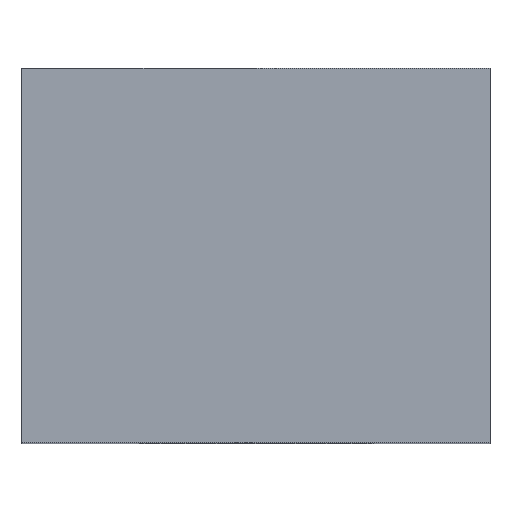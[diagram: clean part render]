
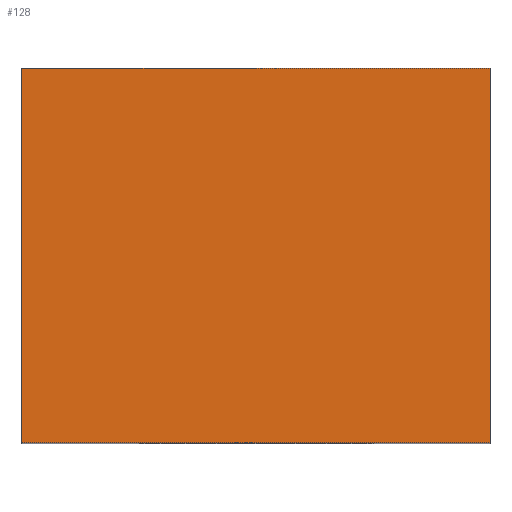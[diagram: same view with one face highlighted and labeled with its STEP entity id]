
A CAD part, top view. The second image highlights one B-rep face of the part: STEP entity #128.
In plain terms, the highlighted planar face has unit normal (0, 0, 1).
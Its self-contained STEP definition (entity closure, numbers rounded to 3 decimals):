
#1 = VERTEX_POINT ( 'NONE', #239 ) ;
#10 = CARTESIAN_POINT ( 'NONE',  ( -10., 8., 11. ) ) ;
#14 = CARTESIAN_POINT ( 'NONE',  ( -10., -8., 11. ) ) ;
#33 = CARTESIAN_POINT ( 'NONE',  ( -10., 8., 11. ) ) ;
#44 = LINE ( 'NONE', #63, #93 ) ;
#51 = VECTOR ( 'NONE', #55, 1000. ) ;
#54 = VECTOR ( 'NONE', #236, 1000. ) ;
#55 = DIRECTION ( 'NONE',  ( 1., 0., 0. ) ) ;
#63 = CARTESIAN_POINT ( 'NONE',  ( 10., 8., 11. ) ) ;
#65 = ORIENTED_EDGE ( 'NONE', *, *, #206, .T. ) ;
#69 = VERTEX_POINT ( 'NONE', #148 ) ;
#76 = CARTESIAN_POINT ( 'NONE',  ( -10., -8., 11. ) ) ;
#93 = VECTOR ( 'NONE', #146, 1000. ) ;
#96 = LINE ( 'NONE', #10, #51 ) ;
#102 = EDGE_CURVE ( 'NONE', #264, #69, #96, .T. ) ;
#110 = ORIENTED_EDGE ( 'NONE', *, *, #102, .F. ) ;
#116 = CARTESIAN_POINT ( 'NONE',  ( -10., 8., 11. ) ) ;
#128 = ADVANCED_FACE ( 'NONE', ( #137 ), #138, .F. ) ;
#135 = DIRECTION ( 'NONE',  ( 0., -1., 0. ) ) ;
#137 = FACE_OUTER_BOUND ( 'NONE', #269, .T. ) ;
#138 = PLANE ( 'NONE',  #150 ) ;
#144 = EDGE_CURVE ( 'NONE', #264, #257, #227, .T. ) ;
#146 = DIRECTION ( 'NONE',  ( 0., -1., 0. ) ) ;
#148 = CARTESIAN_POINT ( 'NONE',  ( 10., 8., 11. ) ) ;
#150 = AXIS2_PLACEMENT_3D ( 'NONE', #33, #157, #201 ) ;
#157 = DIRECTION ( 'NONE',  ( 0., 0., -1. ) ) ;
#168 = CARTESIAN_POINT ( 'NONE',  ( -10., 8., 11. ) ) ;
#175 = ORIENTED_EDGE ( 'NONE', *, *, #274, .F. ) ;
#201 = DIRECTION ( 'NONE',  ( -1., 0., 0. ) ) ;
#206 = EDGE_CURVE ( 'NONE', #257, #1, #230, .T. ) ;
#218 = ORIENTED_EDGE ( 'NONE', *, *, #144, .T. ) ;
#224 = VECTOR ( 'NONE', #135, 1000. ) ;
#227 = LINE ( 'NONE', #116, #224 ) ;
#230 = LINE ( 'NONE', #76, #54 ) ;
#236 = DIRECTION ( 'NONE',  ( 1., 0., 0. ) ) ;
#239 = CARTESIAN_POINT ( 'NONE',  ( 10., -8., 11. ) ) ;
#257 = VERTEX_POINT ( 'NONE', #14 ) ;
#264 = VERTEX_POINT ( 'NONE', #168 ) ;
#269 = EDGE_LOOP ( 'NONE', ( #65, #175, #110, #218 ) ) ;
#274 = EDGE_CURVE ( 'NONE', #69, #1, #44, .T. ) ;
